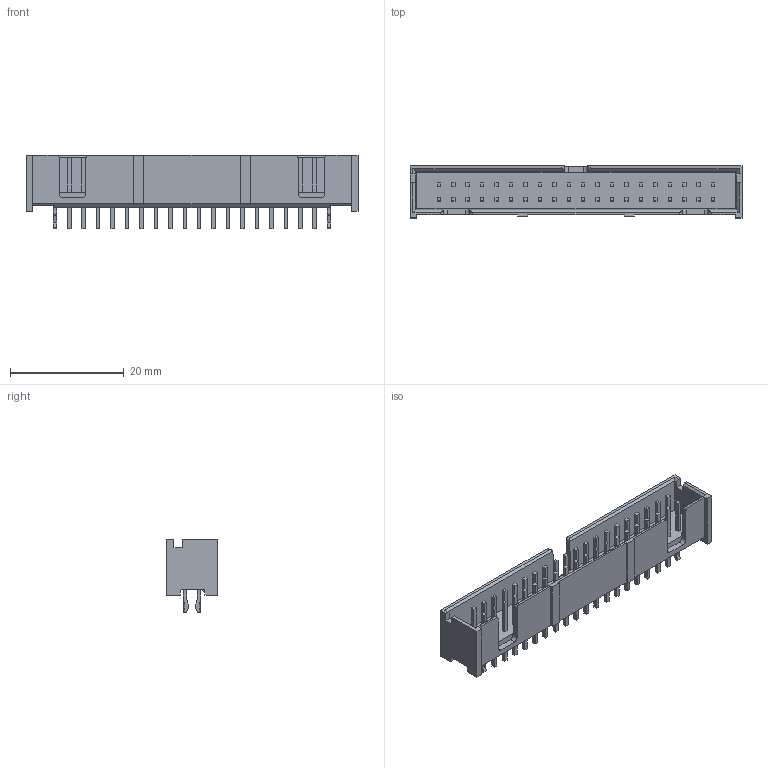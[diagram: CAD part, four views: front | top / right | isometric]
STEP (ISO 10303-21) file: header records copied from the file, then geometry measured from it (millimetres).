
FILE_DESCRIPTION(/* description */ (''),/* implementation_level */ '2;1');
FILE_NAME(/* name */ 'Conector RIBBON 40 Pines.stp',/* time_stamp */ '2022-09-29T14:39:20+02:00',/* author */ ('Usuario'),/* organization */ ('TE Connectivity Ltd.'),/* preprocessor_version */ 'ST-DEVELOPER v18.1',/* originating_system */ 'Autodesk Inventor 2021',/* authorisation */ '');
FILE_SCHEMA (('AUTOMOTIVE_DESIGN { 1 0 10303 214 3 1 1 }'));
Length unit declared in the file: millimetre
Products named in the file (1): 5104338-8
Bounding box: 58.42 x 9.14 x 12.9 mm (x, y, z)
Volume: 2080.5 mm3; surface area: 3888.7 mm2
Topology: 1 solids, 1 shells, 524 faces, 1312 edges, 870 vertices
Faces by surface type: plane 491, cylinder 33
Entity records: 15939 total; most frequent: CARTESIAN_POINT 2707, ORIENTED_EDGE 2624, DIRECTION 2434, EDGE_CURVE 1312, LINE 1240, VECTOR 1240, VERTEX_POINT 870, EDGE_LOOP 604
